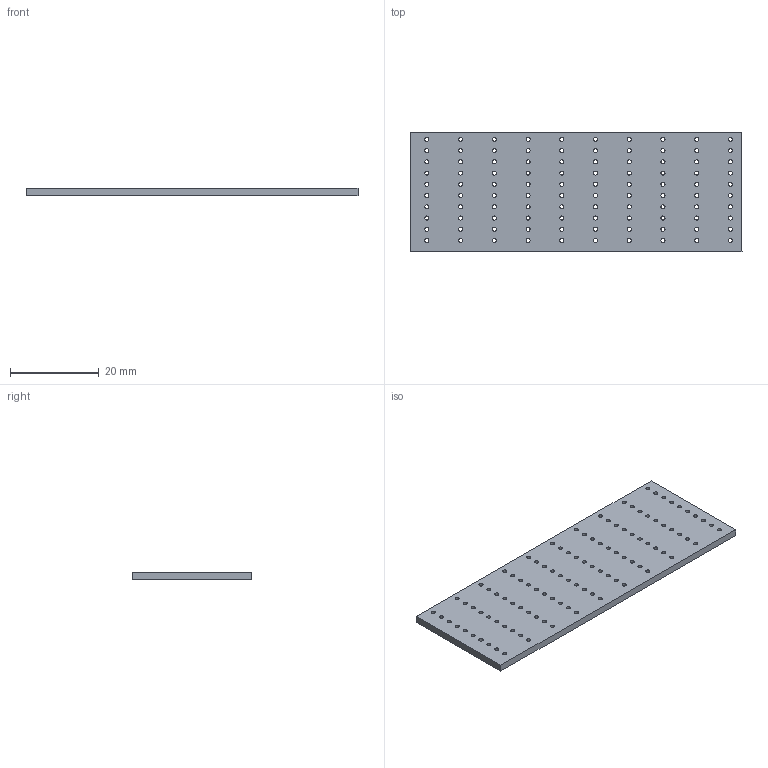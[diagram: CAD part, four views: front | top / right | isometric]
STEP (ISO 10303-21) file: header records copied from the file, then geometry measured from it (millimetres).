
FILE_DESCRIPTION(('Open CASCADE Model'),'2;1');
FILE_NAME('Open CASCADE Shape Model','2017-09-11T11:40:48',('Author'),( 'Open CASCADE'),'Open CASCADE STEP processor 6.5','Open CASCADE 6.5' ,'Unknown');
FILE_SCHEMA(('AUTOMOTIVE_DESIGN_CC2 { 1 2 10303 214 -1 1 5 4 }'));
Length unit declared in the file: millimetre
Products named in the file (2): PCB; Board
Assembly tree (1 placements, depth 2):
  PCB
    Board
Bounding box: 75 x 27 x 1.65 mm (x, y, z)
Volume: 3224.9 mm3; surface area: 4727.3 mm2
Topology: 1 solids, 1 shells, 106 faces, 312 edges, 208 vertices
Faces by surface type: cylinder 100, plane 6
Full cylindrical faces by diameter (mm): 0.914 x100
Entity records: 8751 total; most frequent: CARTESIAN_POINT 2452, DIRECTION 1152, ORIENTED_EDGE 624, PCURVE 624, DEFINITIONAL_REPRESENTATION 624, LINE 536, VECTOR 536, EDGE_CURVE 312
